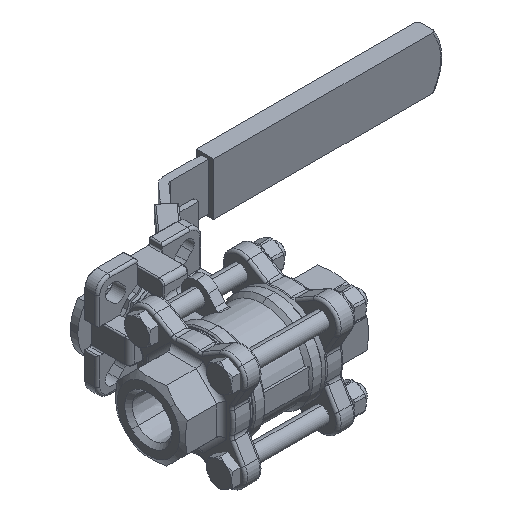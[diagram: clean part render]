
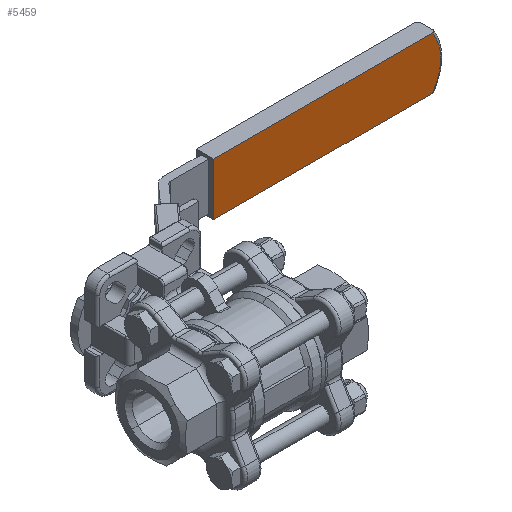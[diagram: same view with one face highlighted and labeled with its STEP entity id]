
A CAD part, isometric view. The second image highlights one B-rep face of the part: STEP entity #5459.
In plain terms, the highlighted planar face has unit normal (0, -1, 0).
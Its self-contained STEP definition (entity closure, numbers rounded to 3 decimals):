
#488 = VECTOR ( 'NONE', #6403, 1000. ) ;
#1500 = CARTESIAN_POINT ( 'NONE',  ( 55.46, 66.871, 10.5 ) ) ;
#1743 = DIRECTION ( 'NONE',  ( 0., -1., 0. ) ) ;
#5179 = CARTESIAN_POINT ( 'NONE',  ( 143.08, 66.871, -10.5 ) ) ;
#5393 = DIRECTION ( 'NONE',  ( 1., 0., 0. ) ) ;
#5459 = ADVANCED_FACE ( 'NONE', ( #27897 ), #58043, .F. ) ;
#6171 = CARTESIAN_POINT ( 'NONE',  ( 55.46, 66.871, 0. ) ) ;
#6403 = DIRECTION ( 'NONE',  ( 0., 0., 1. ) ) ;
#6449 = EDGE_CURVE ( 'NONE', #24691, #16702, #21480, .T. ) ;
#7508 = CARTESIAN_POINT ( 'NONE',  ( 143.08, 66.871, 10.5 ) ) ;
#9035 = DIRECTION ( 'NONE',  ( 1., 0., 0. ) ) ;
#12086 = DIRECTION ( 'NONE',  ( 0., 0., 1. ) ) ;
#13942 = AXIS2_PLACEMENT_3D ( 'NONE', #48341, #1743, #12086 ) ;
#16702 = VERTEX_POINT ( 'NONE', #5179 ) ;
#17508 = VERTEX_POINT ( 'NONE', #1500 ) ;
#17509 = CARTESIAN_POINT ( 'NONE',  ( 55.46, 66.871, 0. ) ) ;
#18475 = CIRCLE ( 'NONE', #13942, 18. ) ;
#18710 = CARTESIAN_POINT ( 'NONE',  ( 55.46, 66.871, -10.5 ) ) ;
#18729 = ORIENTED_EDGE ( 'NONE', *, *, #58645, .F. ) ;
#20583 = EDGE_LOOP ( 'NONE', ( #61984, #46462, #18729, #60964 ) ) ;
#21480 = LINE ( 'NONE', #18710, #47298 ) ;
#24171 = CARTESIAN_POINT ( 'NONE',  ( 55.46, 66.871, -10.5 ) ) ;
#24691 = VERTEX_POINT ( 'NONE', #24171 ) ;
#26030 = EDGE_CURVE ( 'NONE', #16702, #31861, #18475, .T. ) ;
#27897 = FACE_OUTER_BOUND ( 'NONE', #20583, .T. ) ;
#29671 = EDGE_CURVE ( 'NONE', #24691, #17508, #35078, .T. ) ;
#31861 = VERTEX_POINT ( 'NONE', #7508 ) ;
#35078 = LINE ( 'NONE', #6171, #488 ) ;
#41175 = CARTESIAN_POINT ( 'NONE',  ( 55.46, 66.871, 10.5 ) ) ;
#46462 = ORIENTED_EDGE ( 'NONE', *, *, #26030, .T. ) ;
#47298 = VECTOR ( 'NONE', #9035, 1000. ) ;
#47394 = AXIS2_PLACEMENT_3D ( 'NONE', #17509, #58702, #63871 ) ;
#48341 = CARTESIAN_POINT ( 'NONE',  ( 128.46, 66.871, 0. ) ) ;
#58043 = PLANE ( 'NONE',  #47394 ) ;
#58645 = EDGE_CURVE ( 'NONE', #17508, #31861, #65772, .T. ) ;
#58702 = DIRECTION ( 'NONE',  ( 0., 1., 0. ) ) ;
#60964 = ORIENTED_EDGE ( 'NONE', *, *, #29671, .F. ) ;
#61984 = ORIENTED_EDGE ( 'NONE', *, *, #6449, .T. ) ;
#63871 = DIRECTION ( 'NONE',  ( 0., 0., 1. ) ) ;
#64992 = VECTOR ( 'NONE', #5393, 1000. ) ;
#65772 = LINE ( 'NONE', #41175, #64992 ) ;
